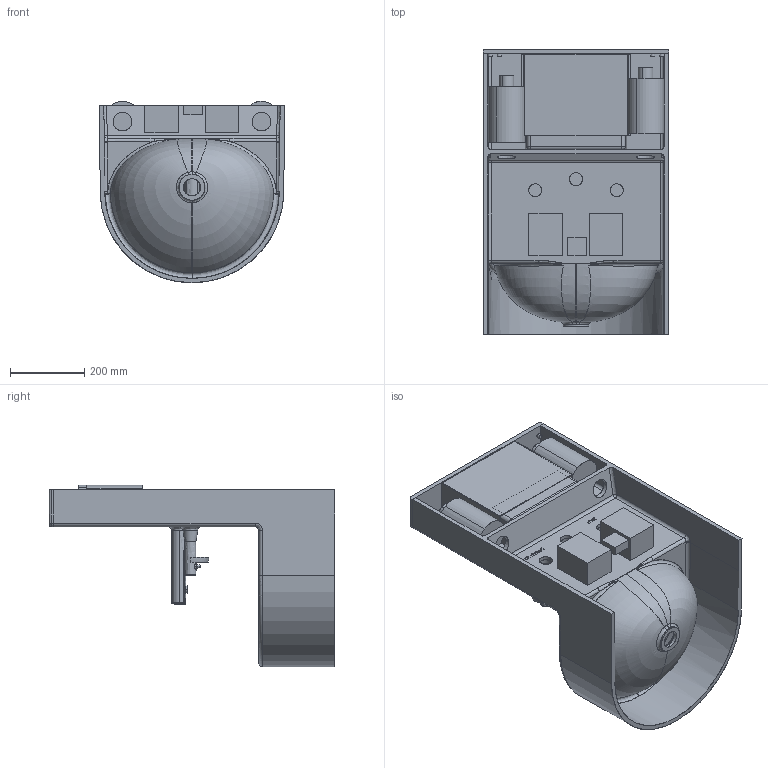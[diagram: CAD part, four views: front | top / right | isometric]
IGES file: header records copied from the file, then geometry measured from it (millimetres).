
Start section: SolidWorks IGES file using analytic representation for surfaces
Global section: file name: Lave_main_Avicenne_covid19.IGS; native system: SolidWorks 2020; preprocessor: SolidWorks 2020; author: antoine.holtz; date: 201105.160435; units: millimetre
Bounding box: 500 x 771.08 x 489.98 mm (x, y, z)
Surface area: 2679389.1 mm2 (no closed solid volume)
Topology: 0 solids, 0 shells, 934 faces, 15188 edges, 15165 vertices
Faces by surface type: bspline 752, revolution 182
